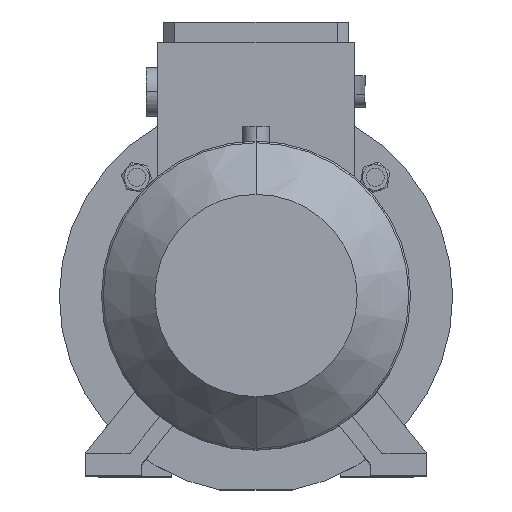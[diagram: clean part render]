
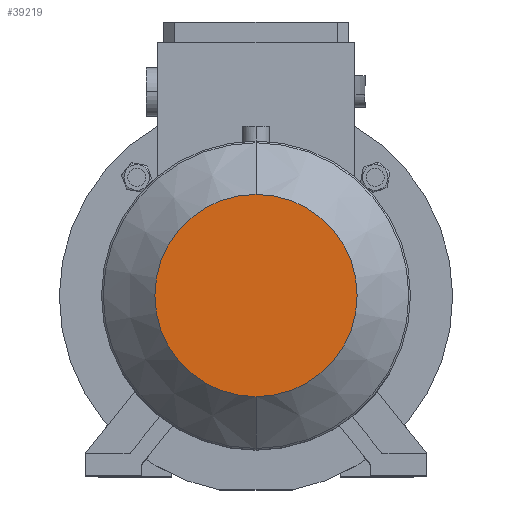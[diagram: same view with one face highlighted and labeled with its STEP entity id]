
A CAD part, top view. The second image highlights one B-rep face of the part: STEP entity #39219.
In plain terms, the highlighted planar face has unit normal (0, 0, 1).
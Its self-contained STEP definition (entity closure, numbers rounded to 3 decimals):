
#4417 = AXIS2_PLACEMENT_3D ( 'NONE', #25583, #43674, #25792 ) ;
#7927 = CARTESIAN_POINT ( 'NONE',  ( 0., 0., 792. ) ) ;
#11636 = CIRCLE ( 'NONE', #4417, 90. ) ;
#11685 = AXIS2_PLACEMENT_3D ( 'NONE', #7927, #11910, #39221 ) ;
#11910 = DIRECTION ( 'NONE',  ( 0., 0., -1. ) ) ;
#19235 = VERTEX_POINT ( 'NONE', #50157 ) ;
#22326 = EDGE_LOOP ( 'NONE', ( #26806, #35324 ) ) ;
#25583 = CARTESIAN_POINT ( 'NONE',  ( 0., 0., 792. ) ) ;
#25792 = DIRECTION ( 'NONE',  ( 0., 1., 0. ) ) ;
#26806 = ORIENTED_EDGE ( 'NONE', *, *, #49536, .F. ) ;
#34774 = AXIS2_PLACEMENT_3D ( 'NONE', #50641, #54837, #50442 ) ;
#35324 = ORIENTED_EDGE ( 'NONE', *, *, #38996, .F. ) ;
#36601 = PLANE ( 'NONE',  #34774 ) ;
#38996 = EDGE_CURVE ( 'NONE', #50417, #19235, #51687, .T. ) ;
#39219 = ADVANCED_FACE ( 'NONE', ( #42295 ), #36601, .T. ) ;
#39221 = DIRECTION ( 'NONE',  ( 0., 1., 0. ) ) ;
#42295 = FACE_OUTER_BOUND ( 'NONE', #22326, .T. ) ;
#43674 = DIRECTION ( 'NONE',  ( 0., 0., -1. ) ) ;
#46241 = CARTESIAN_POINT ( 'NONE',  ( 0., -90., 792. ) ) ;
#49536 = EDGE_CURVE ( 'NONE', #19235, #50417, #11636, .T. ) ;
#50157 = CARTESIAN_POINT ( 'NONE',  ( 0., 90., 792. ) ) ;
#50417 = VERTEX_POINT ( 'NONE', #46241 ) ;
#50442 = DIRECTION ( 'NONE',  ( 0., -1., 0. ) ) ;
#50641 = CARTESIAN_POINT ( 'NONE',  ( 0., 0., 792. ) ) ;
#51687 = CIRCLE ( 'NONE', #11685, 90. ) ;
#54837 = DIRECTION ( 'NONE',  ( 0., 0., 1. ) ) ;
